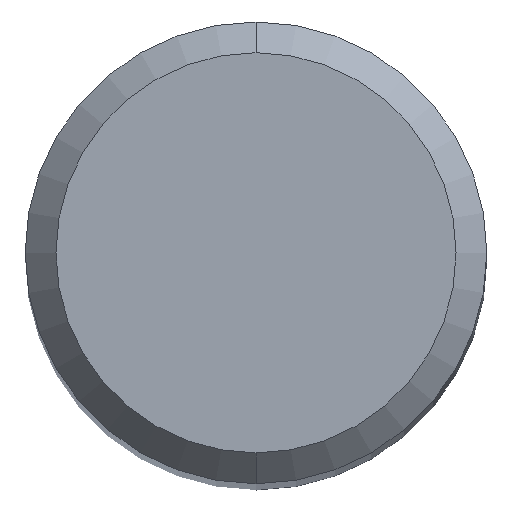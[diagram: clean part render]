
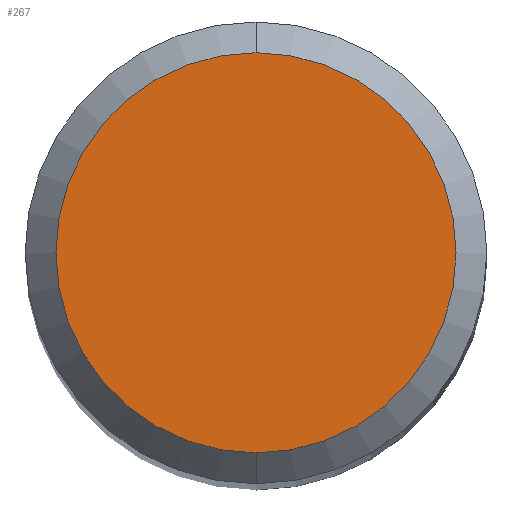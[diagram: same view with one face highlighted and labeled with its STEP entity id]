
A CAD part, top view. The second image highlights one B-rep face of the part: STEP entity #267.
In plain terms, the highlighted planar face has unit normal (0, 0, 1).
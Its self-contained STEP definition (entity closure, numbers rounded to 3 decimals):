
#267=ADVANCED_FACE('',(#632),#633,.T.);
#323=EDGE_CURVE('',#433,#515,#700,.T.);
#333=EDGE_CURVE('',#515,#433,#710,.T.);
#433=VERTEX_POINT('',#822);
#515=VERTEX_POINT('',#910);
#632=FACE_OUTER_BOUND('',#1097,.T.);
#633=PLANE('',#1098);
#700=CIRCLE('',#1252,2.6);
#710=CIRCLE('',#1268,2.6);
#822=CARTESIAN_POINT('',(0.,-2.6,0.0));
#910=CARTESIAN_POINT('',(0.0,2.6,0.0));
#1097=EDGE_LOOP('',(#1734,#1735));
#1098=AXIS2_PLACEMENT_3D('',#1736,#1737,#1738);
#1252=AXIS2_PLACEMENT_3D('',#1824,#1825,#1826);
#1268=AXIS2_PLACEMENT_3D('',#1832,#1833,#1834);
#1734=ORIENTED_EDGE('',*,*,#333,.F.);
#1735=ORIENTED_EDGE('',*,*,#323,.F.);
#1736=CARTESIAN_POINT('',(0.0,1.3,0.0));
#1737=DIRECTION('',(-0.0,0.0,1.0));
#1738=DIRECTION('',(0.0,-1.0,0.0));
#1824=CARTESIAN_POINT('',(0.0,0.0,0.0));
#1825=DIRECTION('',(0.0,0.0,-1.0));
#1826=DIRECTION('',(0.0,1.0,0.0));
#1832=CARTESIAN_POINT('',(0.0,0.0,0.0));
#1833=DIRECTION('',(0.0,0.0,-1.0));
#1834=DIRECTION('',(0.0,1.0,0.0));
